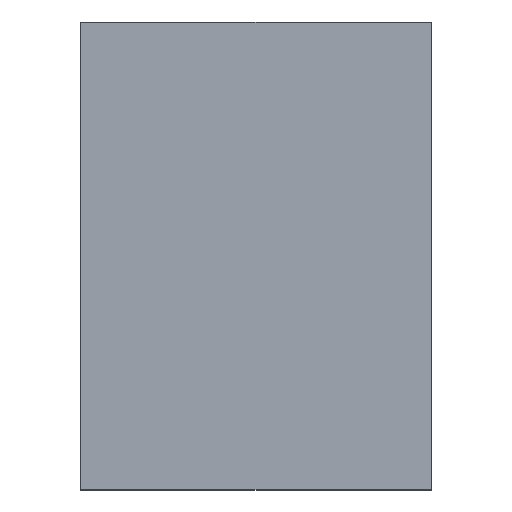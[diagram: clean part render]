
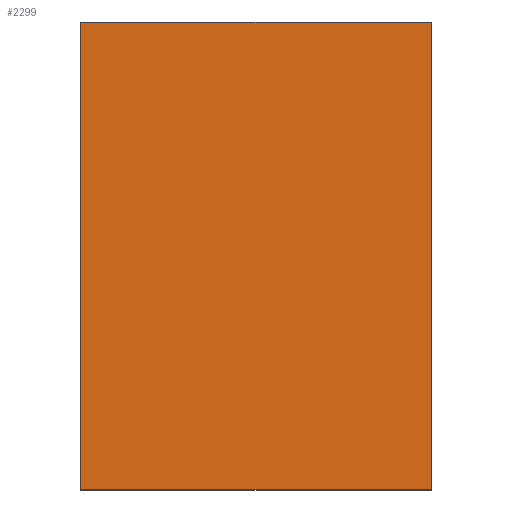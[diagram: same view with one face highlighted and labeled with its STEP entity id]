
A CAD part, top view. The second image highlights one B-rep face of the part: STEP entity #2299.
In plain terms, the highlighted face is planar.
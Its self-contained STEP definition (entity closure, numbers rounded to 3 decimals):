
#918=DIRECTION('',(0.,0.,1.));
#919=VECTOR('',#918,3.);
#920=CARTESIAN_POINT('',(-2.,0.95,-1.5));
#921=LINE('',#920,#919);
#925=DIRECTION('',(-1.,0.,0.));
#926=VECTOR('',#925,4.);
#927=CARTESIAN_POINT('',(2.,0.95,-1.5));
#928=LINE('',#927,#926);
#932=DIRECTION('',(0.,0.,-1.));
#933=VECTOR('',#932,3.);
#934=CARTESIAN_POINT('',(2.,0.95,1.5));
#935=LINE('',#934,#933);
#939=DIRECTION('',(1.,0.,0.));
#940=VECTOR('',#939,4.);
#941=CARTESIAN_POINT('',(-2.,0.95,1.5));
#942=LINE('',#941,#940);
#1654=CARTESIAN_POINT('',(-2.,0.95,-1.5));
#1655=CARTESIAN_POINT('',(-2.,0.95,1.5));
#1656=VERTEX_POINT('',#1654);
#1657=VERTEX_POINT('',#1655);
#1658=CARTESIAN_POINT('',(2.,0.95,1.5));
#1659=VERTEX_POINT('',#1658);
#1660=CARTESIAN_POINT('',(2.,0.95,-1.5));
#1661=VERTEX_POINT('',#1660);
#2288=CARTESIAN_POINT('',(0.,0.95,0.));
#2289=DIRECTION('',(0.,1.,0.));
#2290=DIRECTION('',(1.,0.,0.));
#2291=AXIS2_PLACEMENT_3D('',#2288,#2289,#2290);
#2292=PLANE('',#2291);
#2293=ORIENTED_EDGE('',*,*,#2166,.F.);
#2294=ORIENTED_EDGE('',*,*,#2200,.F.);
#2295=ORIENTED_EDGE('',*,*,#2262,.F.);
#2296=ORIENTED_EDGE('',*,*,#2102,.F.);
#2297=EDGE_LOOP('',(#2293,#2294,#2295,#2296));
#2298=FACE_OUTER_BOUND('',#2297,.F.);
#2102=EDGE_CURVE('',#1657,#1659,#942,.T.);
#2166=EDGE_CURVE('',#1656,#1657,#921,.T.);
#2200=EDGE_CURVE('',#1661,#1656,#928,.T.);
#2262=EDGE_CURVE('',#1659,#1661,#935,.T.);
#2299=ADVANCED_FACE('',(#2298),#2292,.T.);
